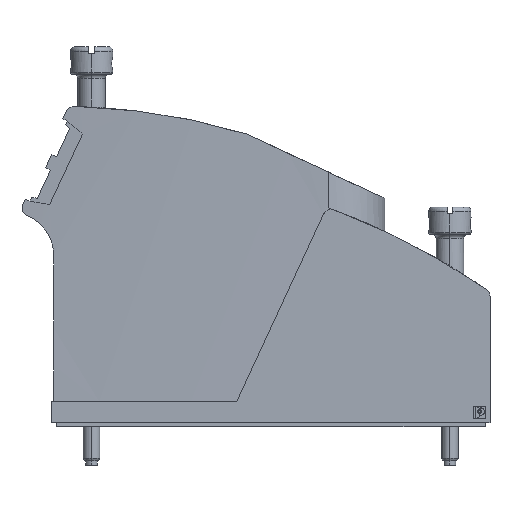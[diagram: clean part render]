
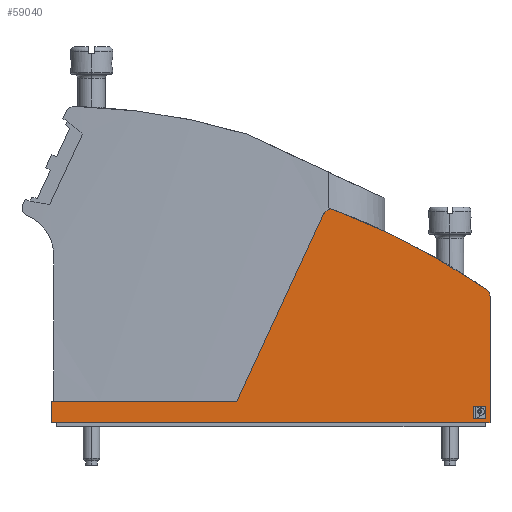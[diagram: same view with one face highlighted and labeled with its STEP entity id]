
A CAD part, left-side view. The second image highlights one B-rep face of the part: STEP entity #59040.
In plain terms, the highlighted face is planar.
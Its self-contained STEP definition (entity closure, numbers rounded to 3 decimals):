
#3670=CARTESIAN_POINT('',(-44.405,-34.812,
2.007));
#3680=VERTEX_POINT('',#3670);
#3710=CARTESIAN_POINT('',(-44.405,0.,2.007));
#3720=DIRECTION('',(0.,1.,0.));
#3730=VECTOR('',#3720,1.);
#3740=LINE('',#3710,#3730);
#3750=CARTESIAN_POINT('',(-44.405,-39.812,
2.007));
#3760=VERTEX_POINT('',#3750);
#3770=EDGE_CURVE('',#3760,#3680,#3740,.T.);
#6700=CARTESIAN_POINT('',(57.595,-9.856,
2.007));
#6710=DIRECTION('',(0.,0.,1.));
#6720=DIRECTION('',(1.,0.,0.));
#6730=AXIS2_PLACEMENT_3D('',#6700,#6710,#6720);
#6740=CIRCLE('',#6730,2.);
#6750=CARTESIAN_POINT('',(59.595,-9.856,
2.007));
#6760=VERTEX_POINT('',#6750);
#6770=CARTESIAN_POINT('',(58.732,-8.211,
2.007));
#6780=VERTEX_POINT('',#6770);
#6790=EDGE_CURVE('',#6760,#6780,#6740,.T.);
#7190=CARTESIAN_POINT('',(58.395,-38.611,
2.007));
#7200=DIRECTION('',(0.,0.,1.));
#7210=DIRECTION('',(1.,0.,0.));
#7220=AXIS2_PLACEMENT_3D('',#7190,#7200,#7210);
#7230=CIRCLE('',#7220,0.2);
#7240=CARTESIAN_POINT('',(58.395,-38.812,
2.007));
#7250=VERTEX_POINT('',#7240);
#7260=CARTESIAN_POINT('',(58.595,-38.611,
2.007));
#7270=VERTEX_POINT('',#7260);
#7280=EDGE_CURVE('',#7250,#7270,#7230,.T.);
#10900=CARTESIAN_POINT('',(-0.48,-34.812,
2.007));
#10910=VERTEX_POINT('',#10900);
#10940=CARTESIAN_POINT('',(-15.,-34.812,2.007));
#10950=DIRECTION('',(-1.,0.,0.));
#10960=VECTOR('',#10950,1.);
#10970=LINE('',#10940,#10960);
#10980=EDGE_CURVE('',#10910,#3680,#10970,.T.);
#20890=CARTESIAN_POINT('',(55.945,-38.611,
2.007));
#20900=DIRECTION('',(0.,0.,1.));
#20910=DIRECTION('',(1.,0.,0.));
#20920=AXIS2_PLACEMENT_3D('',#20890,#20900,#20910);
#20930=CIRCLE('',#20920,0.2);
#20940=CARTESIAN_POINT('',(55.745,-38.611,
2.007));
#20950=VERTEX_POINT('',#20940);
#20960=CARTESIAN_POINT('',(55.945,-38.812,
2.007));
#20970=VERTEX_POINT('',#20960);
#20980=EDGE_CURVE('',#20950,#20970,#20930,.T.);
#21630=CARTESIAN_POINT('',(59.595,-39.812,
2.007));
#21640=VERTEX_POINT('',#21630);
#21740=CARTESIAN_POINT('',(0.,-39.812,2.007));
#21750=DIRECTION('',(1.,0.,0.));
#21760=VECTOR('',#21750,1.);
#21770=LINE('',#21740,#21760);
#21780=EDGE_CURVE('',#3760,#21640,#21770,.T.);
#21950=CARTESIAN_POINT('',(55.745,0.,2.007));
#21960=DIRECTION('',(0.,-1.,0.));
#21970=VECTOR('',#21960,1.);
#21980=LINE('',#21950,#21970);
#21990=CARTESIAN_POINT('',(55.745,-36.162,
2.007));
#22000=VERTEX_POINT('',#21990);
#22010=EDGE_CURVE('',#22000,#20950,#21980,.T.);
#32100=CARTESIAN_POINT('',(21.877,8.777,
2.007));
#32110=DIRECTION('',(0.,0.,1.));
#32120=DIRECTION('',(1.,0.,0.));
#32130=AXIS2_PLACEMENT_3D('',#32100,#32110,#32120);
#32140=CIRCLE('',#32130,2.);
#32150=CARTESIAN_POINT('',(22.576,10.651,
2.007));
#32160=VERTEX_POINT('',#32150);
#32170=CARTESIAN_POINT('',(20.062,9.617,
2.007));
#32180=VERTEX_POINT('',#32170);
#32190=EDGE_CURVE('',#32160,#32180,#32140,.T.);
#46150=CARTESIAN_POINT('',(15.616,0.,2.007));
#46160=DIRECTION('',(-0.42,-0.908,0.));
#46170=VECTOR('',#46160,1.);
#46180=LINE('',#46150,#46170);
#46190=EDGE_CURVE('',#32180,#10910,#46180,.T.);
#49810=CARTESIAN_POINT('',(-35.079,-143.948,
2.007));
#49820=DIRECTION('',(0.,0.,1.));
#49830=DIRECTION('',(1.,0.,0.));
#49840=AXIS2_PLACEMENT_3D('',#49810,#49820,#49830);
#49850=CIRCLE('',#49840,165.);
#49860=EDGE_CURVE('',#6780,#32160,#49850,.T.);
#58410=CARTESIAN_POINT('',(35.615,-16.192,
2.007));
#58420=DIRECTION('',(0.,0.,1.));
#58430=DIRECTION('',(-1.,0.,0.));
#58440=AXIS2_PLACEMENT_3D('',#58410,#58420,#58430);
#58450=PLANE('',#58440);
#58460=ORIENTED_EDGE('',*,*,#20980,.F.);
#58470=CARTESIAN_POINT('',(0.,-38.812,2.007));
#58480=DIRECTION('',(1.,0.,0.));
#58490=VECTOR('',#58480,1.);
#58500=LINE('',#58470,#58490);
#58510=EDGE_CURVE('',#20970,#7250,#58500,.T.);
#58520=ORIENTED_EDGE('',*,*,#58510,.F.);
#58530=ORIENTED_EDGE('',*,*,#7280,.F.);
#58540=CARTESIAN_POINT('',(58.595,0.,2.007));
#58550=DIRECTION('',(0.,1.,0.));
#58560=VECTOR('',#58550,1.);
#58570=LINE('',#58540,#58560);
#58580=CARTESIAN_POINT('',(58.595,-36.162,
2.007));
#58590=VERTEX_POINT('',#58580);
#58600=EDGE_CURVE('',#7270,#58590,#58570,.T.);
#58610=ORIENTED_EDGE('',*,*,#58600,.F.);
#58620=CARTESIAN_POINT('',(58.395,-36.162,
2.007));
#58630=DIRECTION('',(0.,0.,1.));
#58640=DIRECTION('',(1.,0.,0.));
#58650=AXIS2_PLACEMENT_3D('',#58620,#58630,#58640);
#58660=CIRCLE('',#58650,0.2);
#58670=CARTESIAN_POINT('',(58.395,-35.962,
2.007));
#58680=VERTEX_POINT('',#58670);
#58690=EDGE_CURVE('',#58590,#58680,#58660,.T.);
#58700=ORIENTED_EDGE('',*,*,#58690,.F.);
#58710=CARTESIAN_POINT('',(0.,-35.962,2.007));
#58720=DIRECTION('',(-1.,0.,0.));
#58730=VECTOR('',#58720,1.);
#58740=LINE('',#58710,#58730);
#58750=CARTESIAN_POINT('',(55.945,-35.962,
2.007));
#58760=VERTEX_POINT('',#58750);
#58770=EDGE_CURVE('',#58680,#58760,#58740,.T.);
#58780=ORIENTED_EDGE('',*,*,#58770,.F.);
#58790=CARTESIAN_POINT('',(55.945,-36.162,
2.007));
#58800=DIRECTION('',(0.,0.,1.));
#58810=DIRECTION('',(1.,0.,0.));
#58820=AXIS2_PLACEMENT_3D('',#58790,#58800,#58810);
#58830=CIRCLE('',#58820,0.2);
#58840=EDGE_CURVE('',#58760,#22000,#58830,.T.);
#58850=ORIENTED_EDGE('',*,*,#58840,.F.);
#58860=ORIENTED_EDGE('',*,*,#22010,.F.);
#58870=EDGE_LOOP('',(#58860,#58850,#58780,#58700,#58610,#58530,#58520,
#58460));
#58880=FACE_BOUND('',#58870,.T.);
#58890=ORIENTED_EDGE('',*,*,#6790,.T.);
#58900=CARTESIAN_POINT('',(59.595,0.,2.007));
#58910=DIRECTION('',(0.,1.,0.));
#58920=VECTOR('',#58910,1.);
#58930=LINE('',#58900,#58920);
#58940=EDGE_CURVE('',#21640,#6760,#58930,.T.);
#58950=ORIENTED_EDGE('',*,*,#58940,.T.);
#58960=ORIENTED_EDGE('',*,*,#21780,.T.);
#58970=ORIENTED_EDGE('',*,*,#3770,.F.);
#58980=ORIENTED_EDGE('',*,*,#10980,.T.);
#58990=ORIENTED_EDGE('',*,*,#46190,.T.);
#59000=ORIENTED_EDGE('',*,*,#32190,.T.);
#59010=ORIENTED_EDGE('',*,*,#49860,.T.);
#59020=EDGE_LOOP('',(#59010,#59000,#58990,#58980,#58970,#58960,#58950,
#58890));
#59030=FACE_OUTER_BOUND('',#59020,.T.);
#59040=ADVANCED_FACE('',(#58880,#59030),#58450,.T.);
